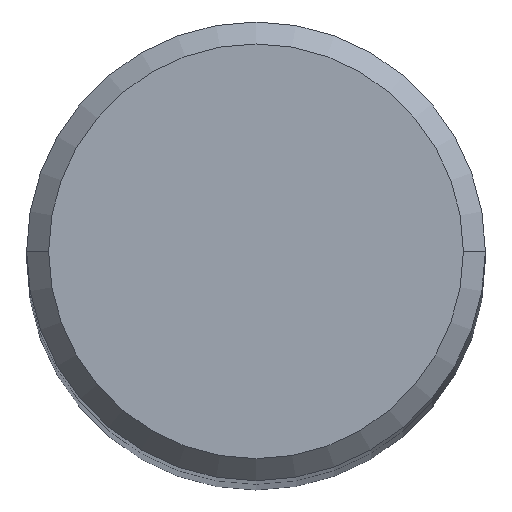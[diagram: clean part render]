
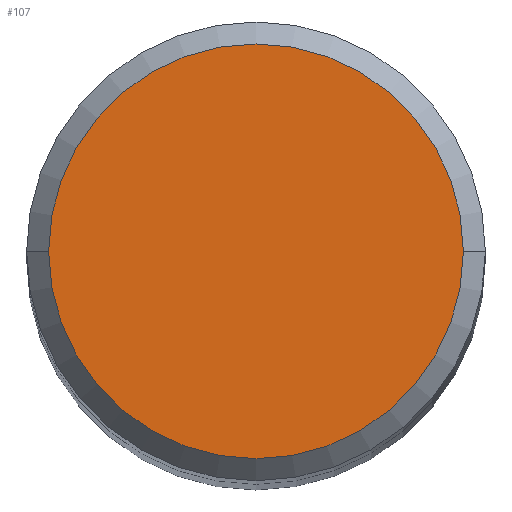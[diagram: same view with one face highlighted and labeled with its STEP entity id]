
A CAD part, top view. The second image highlights one B-rep face of the part: STEP entity #107.
In plain terms, the highlighted planar face has unit normal (0, 0, 1).
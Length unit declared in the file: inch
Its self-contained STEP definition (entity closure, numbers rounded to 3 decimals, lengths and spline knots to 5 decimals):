
#12 = AXIS2_PLACEMENT_3D ( 'NONE', #176, #112, #114 ) ;
#44 = CARTESIAN_POINT ( 'NONE',  ( 0., 0., 3.75 ) ) ;
#57 = CARTESIAN_POINT ( 'NONE',  ( 0., 0., 3.75 ) ) ;
#64 = VERTEX_POINT ( 'NONE', #315 ) ;
#81 = EDGE_LOOP ( 'NONE', ( #177, #201 ) ) ;
#94 = EDGE_CURVE ( 'NONE', #64, #301, #210, .T. ) ;
#107 = ADVANCED_FACE ( 'NONE', ( #152 ), #287, .T. ) ;
#112 = DIRECTION ( 'NONE',  ( 0., 0., 1. ) ) ;
#113 = CIRCLE ( 'NONE', #141, 0.14125 ) ;
#114 = DIRECTION ( 'NONE',  ( 1., 0., 0. ) ) ;
#129 = AXIS2_PLACEMENT_3D ( 'NONE', #57, #155, #262 ) ;
#141 = AXIS2_PLACEMENT_3D ( 'NONE', #44, #316, #269 ) ;
#152 = FACE_OUTER_BOUND ( 'NONE', #81, .T. ) ;
#155 = DIRECTION ( 'NONE',  ( 0., 0., 1. ) ) ;
#176 = CARTESIAN_POINT ( 'NONE',  ( 0., 0., 3.75 ) ) ;
#177 = ORIENTED_EDGE ( 'NONE', *, *, #263, .T. ) ;
#191 = CARTESIAN_POINT ( 'NONE',  ( -0.14125, 0., 3.75 ) ) ;
#201 = ORIENTED_EDGE ( 'NONE', *, *, #94, .T. ) ;
#210 = CIRCLE ( 'NONE', #12, 0.14125 ) ;
#262 = DIRECTION ( 'NONE',  ( 1., 0., 0. ) ) ;
#263 = EDGE_CURVE ( 'NONE', #301, #64, #113, .T. ) ;
#269 = DIRECTION ( 'NONE',  ( 1., 0., 0. ) ) ;
#287 = PLANE ( 'NONE',  #129 ) ;
#301 = VERTEX_POINT ( 'NONE', #191 ) ;
#315 = CARTESIAN_POINT ( 'NONE',  ( 0.14125, 0., 3.75 ) ) ;
#316 = DIRECTION ( 'NONE',  ( 0., 0., 1. ) ) ;
